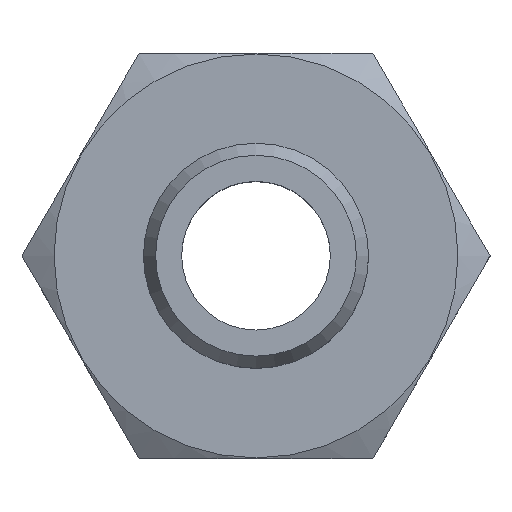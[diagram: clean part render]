
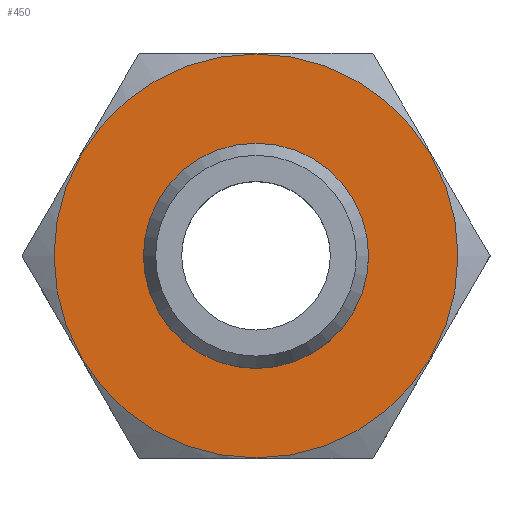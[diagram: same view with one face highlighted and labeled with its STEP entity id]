
A CAD part, top view. The second image highlights one B-rep face of the part: STEP entity #450.
In plain terms, the highlighted planar face has unit normal (0, 0, 1).
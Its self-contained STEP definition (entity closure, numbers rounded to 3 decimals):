
#26=CIRCLE('',#473,14.95);
#31=CIRCLE('',#482,8.331);
#97=ORIENTED_EDGE('',*,*,#142,.T.);
#98=ORIENTED_EDGE('',*,*,#147,.T.);
#142=EDGE_CURVE('',#169,#169,#26,.T.);
#147=EDGE_CURVE('',#174,#174,#31,.T.);
#169=VERTEX_POINT('',#696);
#174=VERTEX_POINT('',#710);
#212=EDGE_LOOP('',(#97));
#213=EDGE_LOOP('',(#98));
#250=FACE_BOUND('',#212,.T.);
#251=FACE_BOUND('',#213,.T.);
#279=PLANE('',#483);
#450=ADVANCED_FACE('',(#250,#251),#279,.T.);
#473=AXIS2_PLACEMENT_3D('',#695,#525,#526);
#482=AXIS2_PLACEMENT_3D('',#709,#543,#544);
#483=AXIS2_PLACEMENT_3D('',#711,#545,#546);
#525=DIRECTION('',(0.,0.,1.));
#526=DIRECTION('',(1.,0.,0.));
#543=DIRECTION('',(0.,0.,-1.));
#544=DIRECTION('',(1.,0.,0.));
#545=DIRECTION('',(0.,0.,1.));
#546=DIRECTION('',(1.,0.,0.));
#695=CARTESIAN_POINT('',(0.,0.,3.));
#696=CARTESIAN_POINT('',(14.95,0.,3.));
#709=CARTESIAN_POINT('',(0.,0.,3.));
#710=CARTESIAN_POINT('',(8.331,0.,3.));
#711=CARTESIAN_POINT('',(0.,0.,3.));
